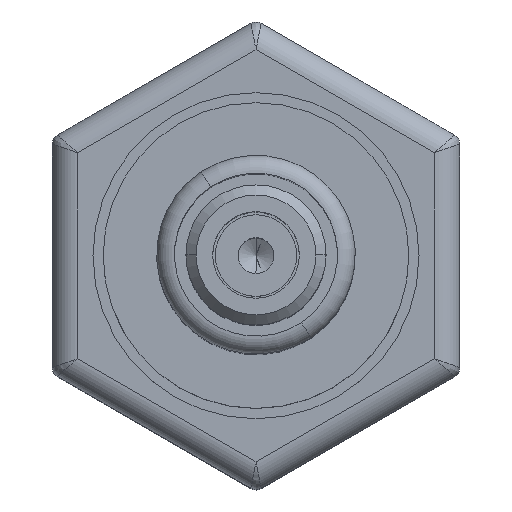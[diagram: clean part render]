
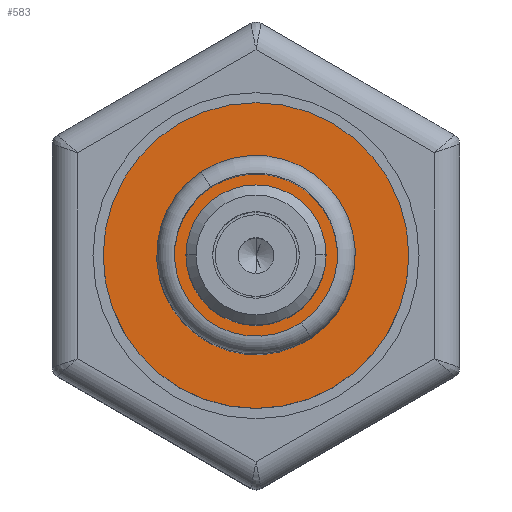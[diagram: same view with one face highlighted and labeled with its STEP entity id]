
A CAD part, top view. The second image highlights one B-rep face of the part: STEP entity #583.
In plain terms, the highlighted planar face has unit normal (0, 0, 1).
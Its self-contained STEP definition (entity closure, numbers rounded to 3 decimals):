
#48 = CIRCLE ( 'NONE', #2845, 3. ) ;
#142 = VERTEX_POINT ( 'NONE', #1173 ) ;
#178 = CIRCLE ( 'NONE', #1312, 3. ) ;
#305 = DIRECTION ( 'NONE',  ( 0., 0., 1. ) ) ;
#378 = CARTESIAN_POINT ( 'NONE',  ( 3., 0., 2. ) ) ;
#392 = EDGE_CURVE ( 'NONE', #500, #1701, #178, .T. ) ;
#423 = DIRECTION ( 'NONE',  ( 1., 0., 0. ) ) ;
#470 = DIRECTION ( 'NONE',  ( 0., 0., 1. ) ) ;
#500 = VERTEX_POINT ( 'NONE', #2266 ) ;
#557 = DIRECTION ( 'NONE',  ( 1., 0., 0. ) ) ;
#581 = FACE_OUTER_BOUND ( 'NONE', #1281, .T. ) ;
#582 = CARTESIAN_POINT ( 'NONE',  ( 0., 0., 2. ) ) ;
#583 = ADVANCED_FACE ( 'NONE', ( #581, #3027 ), #1813, .T. ) ;
#627 = EDGE_CURVE ( 'NONE', #1701, #500, #48, .T. ) ;
#1041 = DIRECTION ( 'NONE',  ( 1., 0., 0. ) ) ;
#1048 = CARTESIAN_POINT ( 'NONE',  ( 0., 0., 2. ) ) ;
#1129 = CARTESIAN_POINT ( 'NONE',  ( 0., 0., 2. ) ) ;
#1173 = CARTESIAN_POINT ( 'NONE',  ( 1.375, 0., 2. ) ) ;
#1193 = ORIENTED_EDGE ( 'NONE', *, *, #392, .T. ) ;
#1216 = AXIS2_PLACEMENT_3D ( 'NONE', #1129, #470, #423 ) ;
#1219 = CARTESIAN_POINT ( 'NONE',  ( 0., 0., 2. ) ) ;
#1281 = EDGE_LOOP ( 'NONE', ( #1193, #1952 ) ) ;
#1312 = AXIS2_PLACEMENT_3D ( 'NONE', #1219, #1906, #557 ) ;
#1385 = ORIENTED_EDGE ( 'NONE', *, *, #1832, .F. ) ;
#1535 = DIRECTION ( 'NONE',  ( 1., 0., 0. ) ) ;
#1701 = VERTEX_POINT ( 'NONE', #378 ) ;
#1720 = EDGE_CURVE ( 'NONE', #1752, #142, #2044, .T. ) ;
#1745 = DIRECTION ( 'NONE',  ( 1., 0., 0. ) ) ;
#1752 = VERTEX_POINT ( 'NONE', #2951 ) ;
#1813 = PLANE ( 'NONE',  #2686 ) ;
#1832 = EDGE_CURVE ( 'NONE', #142, #1752, #2495, .T. ) ;
#1906 = DIRECTION ( 'NONE',  ( 0., 0., 1. ) ) ;
#1951 = CARTESIAN_POINT ( 'NONE',  ( 0., 0., 2. ) ) ;
#1952 = ORIENTED_EDGE ( 'NONE', *, *, #627, .T. ) ;
#1982 = DIRECTION ( 'NONE',  ( 0., 0., 1. ) ) ;
#2044 = CIRCLE ( 'NONE', #2705, 1.375 ) ;
#2066 = ORIENTED_EDGE ( 'NONE', *, *, #1720, .F. ) ;
#2266 = CARTESIAN_POINT ( 'NONE',  ( -3., 0., 2. ) ) ;
#2472 = DIRECTION ( 'NONE',  ( 0., 0., 1. ) ) ;
#2495 = CIRCLE ( 'NONE', #1216, 1.375 ) ;
#2686 = AXIS2_PLACEMENT_3D ( 'NONE', #582, #2472, #1041 ) ;
#2705 = AXIS2_PLACEMENT_3D ( 'NONE', #1951, #305, #1535 ) ;
#2845 = AXIS2_PLACEMENT_3D ( 'NONE', #1048, #1982, #1745 ) ;
#2951 = CARTESIAN_POINT ( 'NONE',  ( -1.375, 0., 2. ) ) ;
#3027 = FACE_BOUND ( 'NONE', #3050, .T. ) ;
#3050 = EDGE_LOOP ( 'NONE', ( #2066, #1385 ) ) ;
